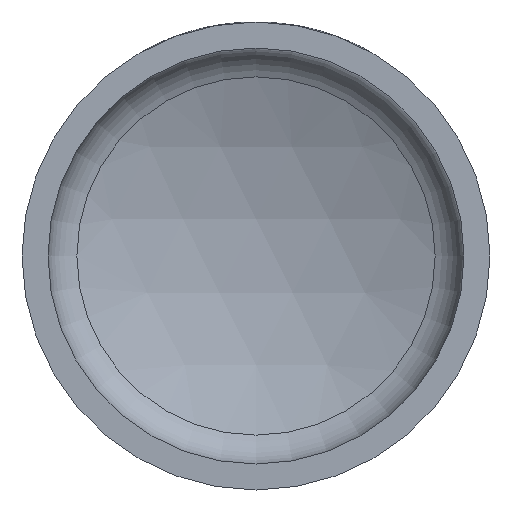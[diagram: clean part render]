
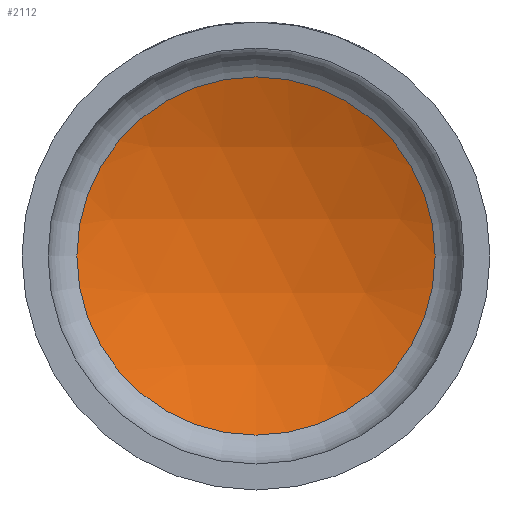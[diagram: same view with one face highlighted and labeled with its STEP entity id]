
A CAD part, front view. The second image highlights one B-rep face of the part: STEP entity #2112.
In plain terms, the highlighted spherical face has radius 36 mm.
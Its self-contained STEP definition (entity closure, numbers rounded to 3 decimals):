
#2112 = ADVANCED_FACE ( 'NONE', ( #15710 ), #5444, .F. ) ;
#3243 = DIRECTION ( 'NONE',  ( 1., 0., 0. ) ) ;
#5252 = DIRECTION ( 'NONE',  ( 0., -1., 0. ) ) ;
#5444 = SPHERICAL_SURFACE ( 'NONE', #17914, 36. ) ;
#6019 = VERTEX_POINT ( 'NONE', #16369 ) ;
#6997 = CARTESIAN_POINT ( 'NONE',  ( 0., -22.933, 0. ) ) ;
#9088 = AXIS2_PLACEMENT_3D ( 'NONE', #16183, #5252, #15038 ) ;
#12843 = DIRECTION ( 'NONE',  ( 0., 0., 1. ) ) ;
#12944 = CIRCLE ( 'NONE', #9088, 13.778 ) ;
#12986 = EDGE_CURVE ( 'NONE', #6019, #6019, #12944, .T. ) ;
#14228 = ORIENTED_EDGE ( 'NONE', *, *, #12986, .T. ) ;
#15038 = DIRECTION ( 'NONE',  ( 0., 0., -1. ) ) ;
#15710 = FACE_OUTER_BOUND ( 'NONE', #16834, .T. ) ;
#16183 = CARTESIAN_POINT ( 'NONE',  ( 0., 10.326, 0. ) ) ;
#16369 = CARTESIAN_POINT ( 'NONE',  ( 0., 10.326, -13.778 ) ) ;
#16834 = EDGE_LOOP ( 'NONE', ( #14228 ) ) ;
#17914 = AXIS2_PLACEMENT_3D ( 'NONE', #6997, #12843, #3243 ) ;
